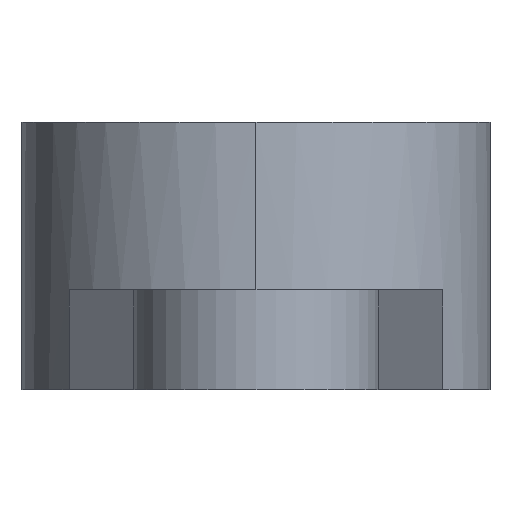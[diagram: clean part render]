
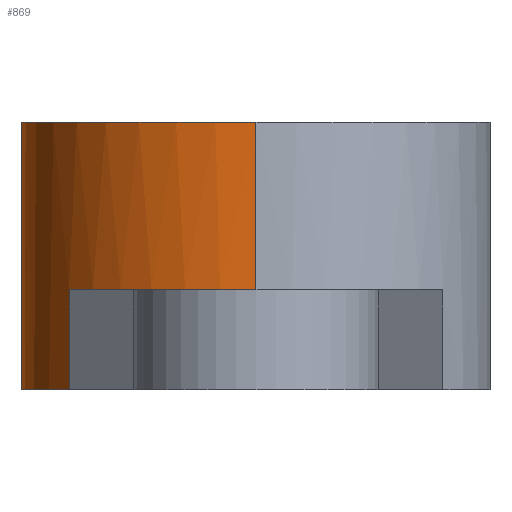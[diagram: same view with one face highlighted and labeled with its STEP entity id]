
A CAD part, left-side view. The second image highlights one B-rep face of the part: STEP entity #869.
In plain terms, the highlighted cylindrical face has radius 3.63 mm (diameter 7.26 mm), a partial arc.
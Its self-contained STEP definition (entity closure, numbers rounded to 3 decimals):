
#57=CARTESIAN_POINT('',(0.,20.,4.15));
#58=DIRECTION('',(0.,0.,-1.));
#59=DIRECTION('',(-1.,0.,0.));
#60=AXIS2_PLACEMENT_3D('',#57,#58,#59);
#77=DIRECTION('',(0.,0.,1.));
#78=VECTOR('',#77,2.6);
#79=CARTESIAN_POINT('',(3.63,20.,1.55));
#80=LINE('',#79,#78);
#81=DIRECTION('',(0.,0.,-1.));
#82=VECTOR('',#81,1.55);
#83=CARTESIAN_POINT('',(-2.183,22.9,1.55));
#84=LINE('',#83,#82);
#85=DIRECTION('',(0.,0.,1.));
#86=VECTOR('',#85,1.55);
#87=CARTESIAN_POINT('',(2.183,22.9,0.));
#88=LINE('',#87,#86);
#89=CARTESIAN_POINT('',(0.,20.,1.55));
#90=DIRECTION('',(0.,0.,1.));
#91=DIRECTION('',(1.,0.,0.));
#92=AXIS2_PLACEMENT_3D('',#89,#90,#91);
#195=CARTESIAN_POINT('',(0.,20.,0.));
#196=DIRECTION('',(0.,0.,1.));
#197=DIRECTION('',(0.601,0.799,0.));
#198=AXIS2_PLACEMENT_3D('',#195,#196,#197);
#357=DIRECTION('',(0.,0.,1.));
#358=VECTOR('',#357,2.6);
#359=CARTESIAN_POINT('',(-3.63,20.,1.55));
#360=LINE('',#359,#358);
#396=CARTESIAN_POINT('',(0.,20.,1.55));
#397=DIRECTION('',(0.,0.,1.));
#398=DIRECTION('',(-0.601,0.799,0.));
#399=AXIS2_PLACEMENT_3D('',#396,#397,#398);
#597=CARTESIAN_POINT('',(2.183,22.9,0.));
#598=VERTEX_POINT('',#597);
#599=CARTESIAN_POINT('',(-2.183,22.9,0.));
#600=VERTEX_POINT('',#599);
#663=CARTESIAN_POINT('',(-3.63,20.,1.55));
#664=VERTEX_POINT('',#663);
#665=CARTESIAN_POINT('',(-3.63,20.,4.15));
#666=VERTEX_POINT('',#665);
#667=CARTESIAN_POINT('',(3.63,20.,4.15));
#668=VERTEX_POINT('',#667);
#669=CARTESIAN_POINT('',(3.63,20.,1.55));
#670=VERTEX_POINT('',#669);
#677=CARTESIAN_POINT('',(-2.183,22.9,1.55));
#678=VERTEX_POINT('',#677);
#679=CARTESIAN_POINT('',(2.183,22.9,1.55));
#680=VERTEX_POINT('',#679);
#847=CARTESIAN_POINT('',(0.,20.,1.55));
#848=DIRECTION('',(0.,0.,-1.));
#849=DIRECTION('',(-1.,0.,0.));
#850=AXIS2_PLACEMENT_3D('',#847,#848,#849);
#851=CYLINDRICAL_SURFACE('',#850,3.63);
#853=ORIENTED_EDGE('',*,*,#852,.F.);
#855=ORIENTED_EDGE('',*,*,#854,.T.);
#856=ORIENTED_EDGE('',*,*,#836,.F.);
#858=ORIENTED_EDGE('',*,*,#857,.F.);
#860=ORIENTED_EDGE('',*,*,#859,.F.);
#862=ORIENTED_EDGE('',*,*,#861,.T.);
#864=ORIENTED_EDGE('',*,*,#863,.F.);
#866=ORIENTED_EDGE('',*,*,#865,.T.);
#867=EDGE_LOOP('',(#853,#855,#856,#858,#860,#862,#864,#866));
#868=FACE_OUTER_BOUND('',#867,.F.);
#869=ADVANCED_FACE('',(#868),#851,.T.);
#61=CIRCLE('',#60,3.63);
#93=CIRCLE('',#92,3.63);
#199=CIRCLE('',#198,3.63);
#400=CIRCLE('',#399,3.63);
#836=EDGE_CURVE('',#666,#668,#61,.T.);
#852=EDGE_CURVE('',#670,#680,#93,.T.);
#854=EDGE_CURVE('',#670,#668,#80,.T.);
#857=EDGE_CURVE('',#664,#666,#360,.T.);
#859=EDGE_CURVE('',#678,#664,#400,.T.);
#861=EDGE_CURVE('',#678,#600,#84,.T.);
#863=EDGE_CURVE('',#598,#600,#199,.T.);
#865=EDGE_CURVE('',#598,#680,#88,.T.);
